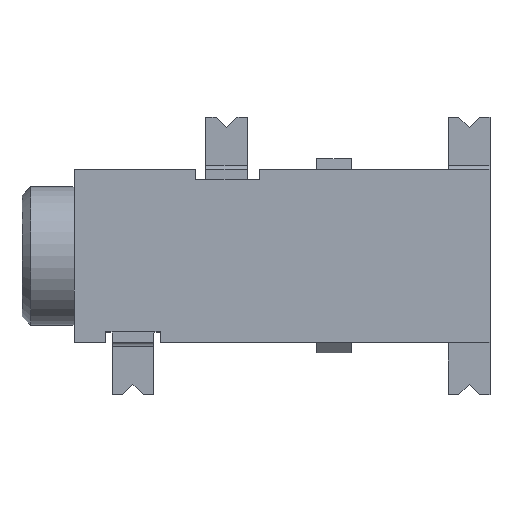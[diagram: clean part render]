
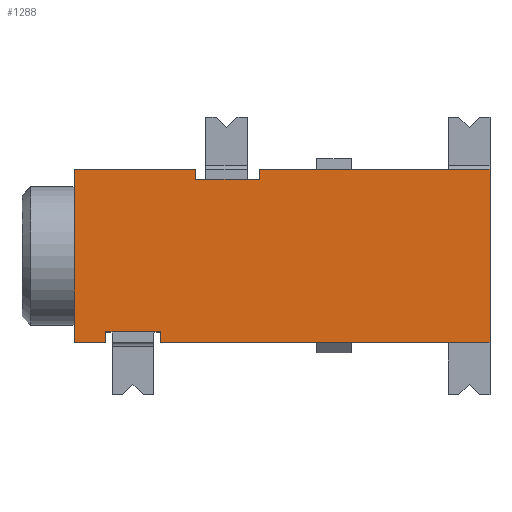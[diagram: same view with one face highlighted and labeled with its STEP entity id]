
A CAD part, top view. The second image highlights one B-rep face of the part: STEP entity #1288.
In plain terms, the highlighted planar face has unit normal (0, 0, 1).
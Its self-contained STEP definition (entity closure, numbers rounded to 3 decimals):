
#267 = VERTEX_POINT('',#268);
#268 = CARTESIAN_POINT('',(-3.01,0.,4.6));
#405 = VERTEX_POINT('',#406);
#406 = CARTESIAN_POINT('',(2.34,2.5,4.6));
#412 = EDGE_CURVE('',#413,#405,#415,.T.);
#413 = VERTEX_POINT('',#414);
#414 = CARTESIAN_POINT('',(8.99,2.5,4.6));
#415 = LINE('',#416,#417);
#416 = CARTESIAN_POINT('',(8.99,2.5,4.6));
#417 = VECTOR('',#418,1.);
#418 = DIRECTION('',(-1.,0.,0.));
#468 = EDGE_CURVE('',#469,#471,#473,.T.);
#469 = VERTEX_POINT('',#470);
#470 = CARTESIAN_POINT('',(1.99,2.2,4.6));
#471 = VERTEX_POINT('',#472);
#472 = CARTESIAN_POINT('',(0.79,2.2,4.6));
#473 = LINE('',#474,#475);
#474 = CARTESIAN_POINT('',(8.99,2.2,4.6));
#475 = VECTOR('',#476,1.);
#476 = DIRECTION('',(-1.,0.,0.));
#508 = EDGE_CURVE('',#509,#511,#513,.T.);
#509 = VERTEX_POINT('',#510);
#510 = CARTESIAN_POINT('',(-1.91,-2.2,4.6));
#511 = VERTEX_POINT('',#512);
#512 = CARTESIAN_POINT('',(-0.71,-2.2,4.6));
#513 = LINE('',#514,#515);
#514 = CARTESIAN_POINT('',(8.99,-2.2,4.6));
#515 = VECTOR('',#516,1.);
#516 = DIRECTION('',(1.,0.,0.));
#620 = EDGE_CURVE('',#509,#621,#623,.T.);
#621 = VERTEX_POINT('',#622);
#622 = CARTESIAN_POINT('',(-2.11,-2.2,4.6));
#623 = LINE('',#624,#625);
#624 = CARTESIAN_POINT('',(-0.51,-2.2,4.6));
#625 = VECTOR('',#626,1.);
#626 = DIRECTION('',(-1.,0.,0.));
#650 = EDGE_CURVE('',#651,#511,#653,.T.);
#651 = VERTEX_POINT('',#652);
#652 = CARTESIAN_POINT('',(-0.51,-2.2,4.6));
#653 = LINE('',#654,#655);
#654 = CARTESIAN_POINT('',(-0.51,-2.2,4.6));
#655 = VECTOR('',#656,1.);
#656 = DIRECTION('',(-1.,0.,0.));
#688 = EDGE_CURVE('',#689,#691,#693,.T.);
#689 = VERTEX_POINT('',#690);
#690 = CARTESIAN_POINT('',(8.99,-2.5,4.6));
#691 = VERTEX_POINT('',#692);
#692 = CARTESIAN_POINT('',(-0.51,-2.5,4.6));
#693 = LINE('',#694,#695);
#694 = CARTESIAN_POINT('',(8.99,-2.5,4.6));
#695 = VECTOR('',#696,1.);
#696 = DIRECTION('',(-1.,0.,0.));
#842 = EDGE_CURVE('',#843,#471,#845,.T.);
#843 = VERTEX_POINT('',#844);
#844 = CARTESIAN_POINT('',(0.49,2.2,4.6));
#845 = LINE('',#846,#847);
#846 = CARTESIAN_POINT('',(2.34,2.2,4.6));
#847 = VECTOR('',#848,1.);
#848 = DIRECTION('',(1.,0.,0.));
#888 = EDGE_CURVE('',#469,#889,#891,.T.);
#889 = VERTEX_POINT('',#890);
#890 = CARTESIAN_POINT('',(2.34,2.2,4.6));
#891 = LINE('',#892,#893);
#892 = CARTESIAN_POINT('',(2.34,2.2,4.6));
#893 = VECTOR('',#894,1.);
#894 = DIRECTION('',(1.,0.,0.));
#1006 = EDGE_CURVE('',#413,#689,#1007,.T.);
#1007 = LINE('',#1008,#1009);
#1008 = CARTESIAN_POINT('',(8.99,-2.5,4.6));
#1009 = VECTOR('',#1010,1.);
#1010 = DIRECTION('',(0.,-1.,0.));
#1023 = EDGE_CURVE('',#1024,#1026,#1028,.T.);
#1024 = VERTEX_POINT('',#1025);
#1025 = CARTESIAN_POINT('',(0.49,2.5,4.6));
#1026 = VERTEX_POINT('',#1027);
#1027 = CARTESIAN_POINT('',(-3.01,2.5,4.6));
#1028 = LINE('',#1029,#1030);
#1029 = CARTESIAN_POINT('',(8.99,2.5,4.6));
#1030 = VECTOR('',#1031,1.);
#1031 = DIRECTION('',(-1.,0.,0.));
#1074 = VERTEX_POINT('',#1075);
#1075 = CARTESIAN_POINT('',(-2.11,-2.5,4.6));
#1081 = EDGE_CURVE('',#1074,#1082,#1084,.T.);
#1082 = VERTEX_POINT('',#1083);
#1083 = CARTESIAN_POINT('',(-3.01,-2.5,4.6));
#1084 = LINE('',#1085,#1086);
#1085 = CARTESIAN_POINT('',(8.99,-2.5,4.6));
#1086 = VECTOR('',#1087,1.);
#1087 = DIRECTION('',(-1.,0.,0.));
#1258 = EDGE_CURVE('',#267,#1082,#1259,.T.);
#1259 = LINE('',#1260,#1261);
#1260 = CARTESIAN_POINT('',(-3.01,-2.5,4.6));
#1261 = VECTOR('',#1262,1.);
#1262 = DIRECTION('',(0.,-1.,0.));
#1264 = EDGE_CURVE('',#1026,#267,#1265,.T.);
#1265 = LINE('',#1266,#1267);
#1266 = CARTESIAN_POINT('',(-3.01,-2.5,4.6));
#1267 = VECTOR('',#1268,1.);
#1268 = DIRECTION('',(0.,-1.,0.));
#1288 = ADVANCED_FACE('',(#1289),#1328,.F.);
#1289 = FACE_BOUND('',#1290,.T.);
#1290 = EDGE_LOOP('',(#1291,#1292,#1293,#1294,#1300,#1301,#1302,#1303,
    #1304,#1310,#1311,#1312,#1313,#1319,#1320,#1321,#1322));
#1291 = ORIENTED_EDGE('',*,*,#888,.F.);
#1292 = ORIENTED_EDGE('',*,*,#468,.T.);
#1293 = ORIENTED_EDGE('',*,*,#842,.F.);
#1294 = ORIENTED_EDGE('',*,*,#1295,.T.);
#1295 = EDGE_CURVE('',#843,#1024,#1296,.T.);
#1296 = LINE('',#1297,#1298);
#1297 = CARTESIAN_POINT('',(0.49,2.2,4.6));
#1298 = VECTOR('',#1299,1.);
#1299 = DIRECTION('',(0.,1.,0.));
#1300 = ORIENTED_EDGE('',*,*,#1023,.T.);
#1301 = ORIENTED_EDGE('',*,*,#1264,.T.);
#1302 = ORIENTED_EDGE('',*,*,#1258,.T.);
#1303 = ORIENTED_EDGE('',*,*,#1081,.F.);
#1304 = ORIENTED_EDGE('',*,*,#1305,.F.);
#1305 = EDGE_CURVE('',#621,#1074,#1306,.T.);
#1306 = LINE('',#1307,#1308);
#1307 = CARTESIAN_POINT('',(-2.11,-2.2,4.6));
#1308 = VECTOR('',#1309,1.);
#1309 = DIRECTION('',(0.,-1.,0.));
#1310 = ORIENTED_EDGE('',*,*,#620,.F.);
#1311 = ORIENTED_EDGE('',*,*,#508,.T.);
#1312 = ORIENTED_EDGE('',*,*,#650,.F.);
#1313 = ORIENTED_EDGE('',*,*,#1314,.T.);
#1314 = EDGE_CURVE('',#651,#691,#1315,.T.);
#1315 = LINE('',#1316,#1317);
#1316 = CARTESIAN_POINT('',(-0.51,-2.2,4.6));
#1317 = VECTOR('',#1318,1.);
#1318 = DIRECTION('',(0.,-1.,0.));
#1319 = ORIENTED_EDGE('',*,*,#688,.F.);
#1320 = ORIENTED_EDGE('',*,*,#1006,.F.);
#1321 = ORIENTED_EDGE('',*,*,#412,.T.);
#1322 = ORIENTED_EDGE('',*,*,#1323,.F.);
#1323 = EDGE_CURVE('',#889,#405,#1324,.T.);
#1324 = LINE('',#1325,#1326);
#1325 = CARTESIAN_POINT('',(2.34,2.2,4.6));
#1326 = VECTOR('',#1327,1.);
#1327 = DIRECTION('',(0.,1.,0.));
#1328 = PLANE('',#1329);
#1329 = AXIS2_PLACEMENT_3D('',#1330,#1331,#1332);
#1330 = CARTESIAN_POINT('',(8.99,-2.5,4.6));
#1331 = DIRECTION('',(0.,0.,-1.));
#1332 = DIRECTION('',(-1.,0.,0.));
